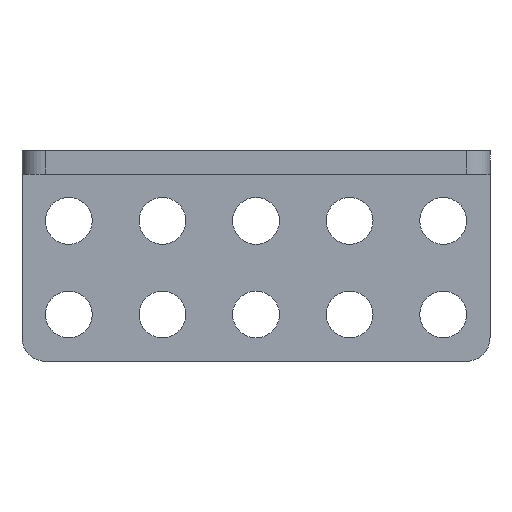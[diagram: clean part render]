
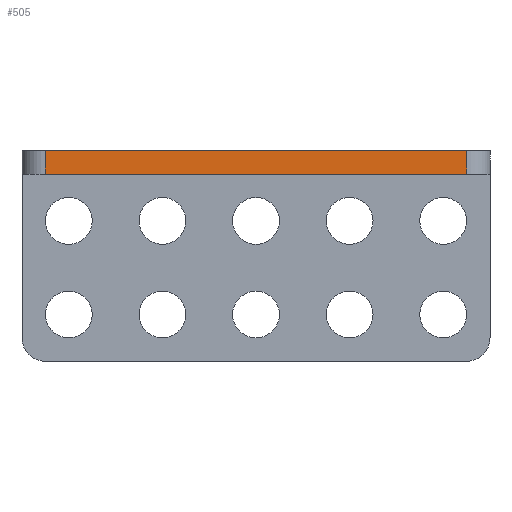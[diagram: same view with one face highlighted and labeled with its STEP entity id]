
A CAD part, left-side view. The second image highlights one B-rep face of the part: STEP entity #505.
In plain terms, the highlighted planar face has unit normal (-1, 0, 0).
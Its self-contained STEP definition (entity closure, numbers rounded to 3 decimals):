
#77 = DIRECTION ( 'NONE',  ( 0., -1., 0. ) ) ;
#130 = CARTESIAN_POINT ( 'NONE',  ( -32., 18., -2. ) ) ;
#135 = ORIENTED_EDGE ( 'NONE', *, *, #1546, .T. ) ;
#280 = LINE ( 'NONE', #988, #1508 ) ;
#301 = DIRECTION ( 'NONE',  ( 0., -1., 0. ) ) ;
#442 = ORIENTED_EDGE ( 'NONE', *, *, #1316, .T. ) ;
#505 = ADVANCED_FACE ( 'NONE', ( #2880 ), #2162, .T. ) ;
#525 = VERTEX_POINT ( 'NONE', #1427 ) ;
#599 = EDGE_LOOP ( 'NONE', ( #894, #442, #135, #2894 ) ) ;
#611 = LINE ( 'NONE', #2997, #3176 ) ;
#632 = VERTEX_POINT ( 'NONE', #2467 ) ;
#661 = DIRECTION ( 'NONE',  ( -1., 0., 0. ) ) ;
#894 = ORIENTED_EDGE ( 'NONE', *, *, #2469, .F. ) ;
#988 = CARTESIAN_POINT ( 'NONE',  ( -32., -18., -2. ) ) ;
#1164 = CARTESIAN_POINT ( 'NONE',  ( -32., 20., -2. ) ) ;
#1244 = DIRECTION ( 'NONE',  ( 0., 0., 1. ) ) ;
#1316 = EDGE_CURVE ( 'NONE', #632, #1607, #2601, .T. ) ;
#1427 = CARTESIAN_POINT ( 'NONE',  ( -32., -18., -2. ) ) ;
#1466 = EDGE_CURVE ( 'NONE', #525, #2170, #280, .T. ) ;
#1508 = VECTOR ( 'NONE', #1244, 1000. ) ;
#1546 = EDGE_CURVE ( 'NONE', #1607, #525, #611, .T. ) ;
#1607 = VERTEX_POINT ( 'NONE', #2783 ) ;
#1616 = DIRECTION ( 'NONE',  ( 0., 0., -1. ) ) ;
#1731 = AXIS2_PLACEMENT_3D ( 'NONE', #1164, #661, #2410 ) ;
#1871 = VECTOR ( 'NONE', #77, 1000. ) ;
#2162 = PLANE ( 'NONE',  #1731 ) ;
#2170 = VERTEX_POINT ( 'NONE', #2406 ) ;
#2406 = CARTESIAN_POINT ( 'NONE',  ( -32., -18., 0. ) ) ;
#2410 = DIRECTION ( 'NONE',  ( 0., -1., 0. ) ) ;
#2467 = CARTESIAN_POINT ( 'NONE',  ( -32., 18., 0. ) ) ;
#2469 = EDGE_CURVE ( 'NONE', #632, #2170, #3168, .T. ) ;
#2601 = LINE ( 'NONE', #130, #3181 ) ;
#2783 = CARTESIAN_POINT ( 'NONE',  ( -32., 18., -2. ) ) ;
#2804 = CARTESIAN_POINT ( 'NONE',  ( -32., 20., 0. ) ) ;
#2880 = FACE_OUTER_BOUND ( 'NONE', #599, .T. ) ;
#2894 = ORIENTED_EDGE ( 'NONE', *, *, #1466, .T. ) ;
#2997 = CARTESIAN_POINT ( 'NONE',  ( -32., 20., -2. ) ) ;
#3168 = LINE ( 'NONE', #2804, #1871 ) ;
#3176 = VECTOR ( 'NONE', #301, 1000. ) ;
#3181 = VECTOR ( 'NONE', #1616, 1000. ) ;
